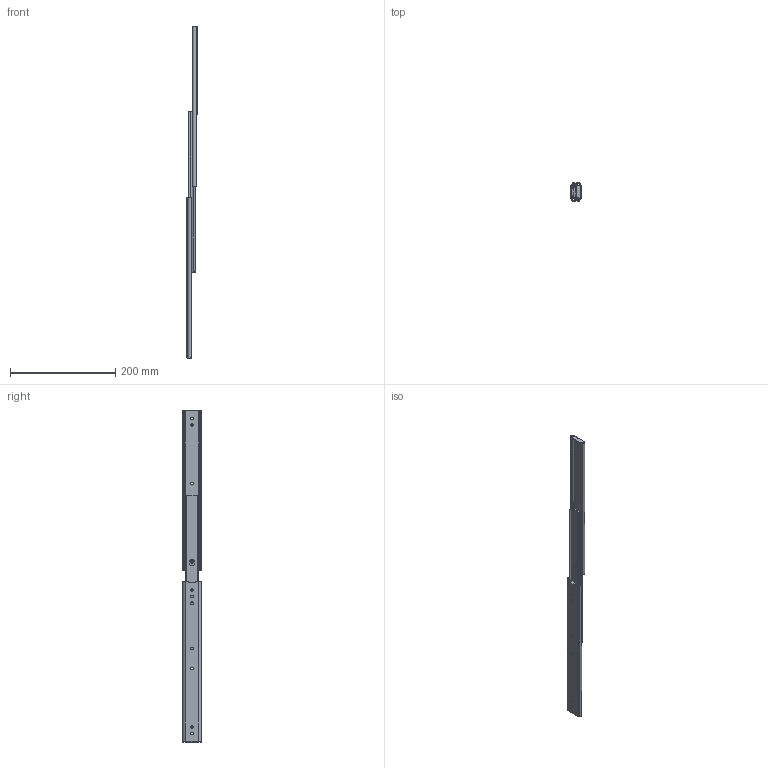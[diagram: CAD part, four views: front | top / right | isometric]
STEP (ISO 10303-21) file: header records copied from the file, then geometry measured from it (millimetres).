
FILE_DESCRIPTION (( 'STEP AP203' ), '1' );
FILE_NAME ('KC-1252-12.STEP', '2021-07-19T07:26:53', ( '' ), ( '' ), 'SwSTEP 2.0', 'SolidWorks 2018', '' );
FILE_SCHEMA (( 'CONFIG_CONTROL_DESIGN' ));
Length unit declared in the file: millimetre
Products named in the file (3): KC-1252-12_inner rail_; KC-1252-12; KC-1252-12_outer rail_
Assembly tree (4 placements, depth 2):
  KC-1252-12
    KC-1252-12_outer rail_  x2
    KC-1252-12_inner rail_  x2
Bounding box: 19 x 35.08 x 630.8 mm (x, y, z)
Volume: 71945.8 mm3; surface area: 100522.5 mm2
Topology: 4 solids, 4 shells, 268 faces, 776 edges, 516 vertices
Faces by surface type: plane 140, cylinder 128
Entity records: 4973 total; most frequent: CARTESIAN_POINT 1041, ORIENTED_EDGE 776, DIRECTION 738, EDGE_CURVE 388, VERTEX_POINT 258, AXIS2_PLACEMENT_3D 255, VECTOR 228, LINE 228
